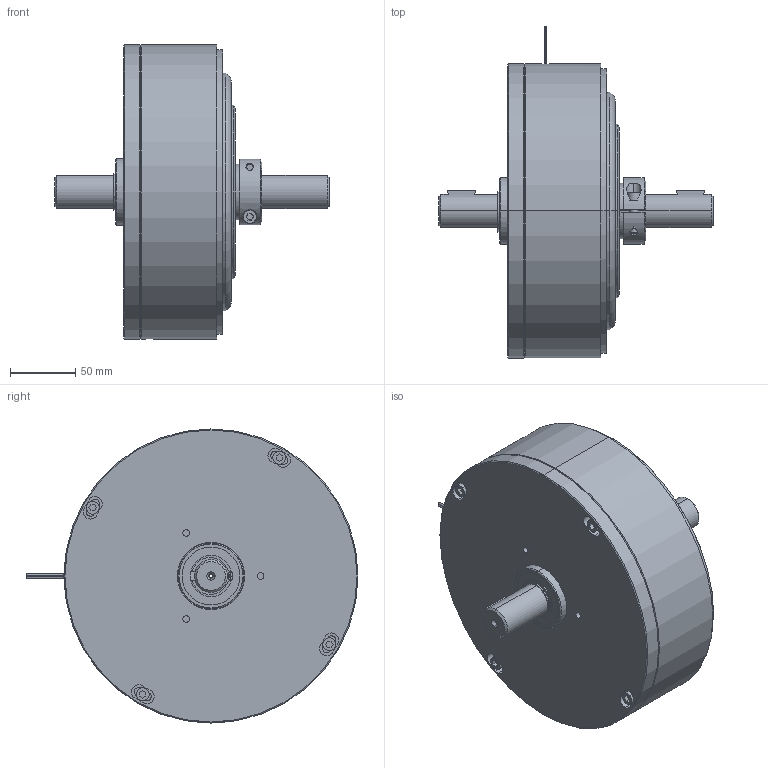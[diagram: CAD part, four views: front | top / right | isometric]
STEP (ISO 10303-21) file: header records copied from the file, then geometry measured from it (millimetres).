
FILE_DESCRIPTION (( 'STEP AP203' ), '1' );
FILE_NAME ('HB-1750_D_EF.STEP', '2010-09-24T15:25:40', ( 'Jeff' ), ( '' ), 'SwSTEP 2.0', 'SolidWorks 2010', '' );
FILE_SCHEMA (( 'CONFIG_CONTROL_DESIGN' ));
Length unit declared in the file: inch
Products named in the file (1): HB-1750_D_EF
Bounding box: 211.12 x 255.27 x 226.06 mm (x, y, z)
Surface area: 212290.1 mm2 (no closed solid volume)
Topology: 0 solids, 20 shells, 357 faces, 1242 edges, 920 vertices
Faces by surface type: cylinder 197, plane 82, cone 72, torus 6
Entity records: 14349 total; most frequent: CARTESIAN_POINT 3760, DIRECTION 2275, ORIENTED_EDGE 1926, EDGE_CURVE 1242, AXIS2_PLACEMENT_3D 923, VERTEX_POINT 920, CIRCLE 565, LINE 429
